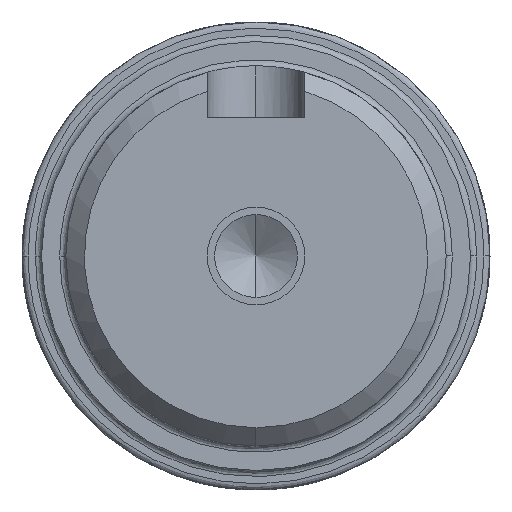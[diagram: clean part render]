
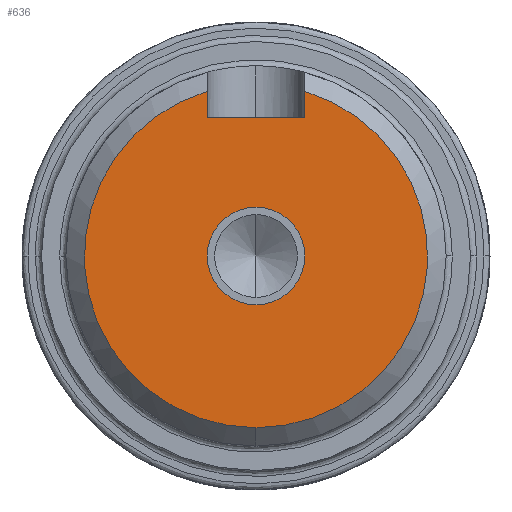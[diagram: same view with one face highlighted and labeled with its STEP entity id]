
A CAD part, left-side view. The second image highlights one B-rep face of the part: STEP entity #636.
In plain terms, the highlighted planar face has unit normal (-1, 0, 0).
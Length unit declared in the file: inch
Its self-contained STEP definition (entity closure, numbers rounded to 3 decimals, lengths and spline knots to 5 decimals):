
#11 = VERTEX_POINT ( 'NONE', #1692 ) ;
#38 = DIRECTION ( 'NONE',  ( 0., 0., -1. ) ) ;
#49 = ORIENTED_EDGE ( 'NONE', *, *, #1421, .F. ) ;
#107 = ORIENTED_EDGE ( 'NONE', *, *, #1455, .F. ) ;
#172 = DIRECTION ( 'NONE',  ( -1., 0., 0. ) ) ;
#192 = FACE_OUTER_BOUND ( 'NONE', #485, .T. ) ;
#236 = CIRCLE ( 'NONE', #871, 1.10059 ) ;
#273 = DIRECTION ( 'NONE',  ( 0., 1., 0. ) ) ;
#279 = DIRECTION ( 'NONE',  ( 1., 0., 0. ) ) ;
#284 = CARTESIAN_POINT ( 'NONE',  ( -18.27893, 0., 0. ) ) ;
#290 = PLANE ( 'NONE',  #1099 ) ;
#309 = CIRCLE ( 'NONE', #839, 0.3125 ) ;
#316 = CARTESIAN_POINT ( 'NONE',  ( -18.27893, 0.3125, 0.8876 ) ) ;
#317 = CARTESIAN_POINT ( 'NONE',  ( -18.27893, 0., -1.10059 ) ) ;
#341 = VERTEX_POINT ( 'NONE', #765 ) ;
#349 = CARTESIAN_POINT ( 'NONE',  ( -18.27893, 0., -0.3125 ) ) ;
#485 = EDGE_LOOP ( 'NONE', ( #1496, #760, #49, #1435, #1159 ) ) ;
#512 = VERTEX_POINT ( 'NONE', #317 ) ;
#549 = DIRECTION ( 'NONE',  ( -1., 0., 0. ) ) ;
#555 = VERTEX_POINT ( 'NONE', #316 ) ;
#568 = DIRECTION ( 'NONE',  ( 0., -1., 0. ) ) ;
#628 = VECTOR ( 'NONE', #38, 39.37008 ) ;
#636 = ADVANCED_FACE ( 'NONE', ( #192, #1607 ), #290, .F. ) ;
#651 = LINE ( 'NONE', #1832, #628 ) ;
#666 = DIRECTION ( 'NONE',  ( 1., 0., 0. ) ) ;
#668 = VECTOR ( 'NONE', #568, 39.37008 ) ;
#674 = CARTESIAN_POINT ( 'NONE',  ( -18.27893, 0.3125, 0.8876 ) ) ;
#688 = LINE ( 'NONE', #1567, #668 ) ;
#760 = ORIENTED_EDGE ( 'NONE', *, *, #938, .F. ) ;
#765 = CARTESIAN_POINT ( 'NONE',  ( -18.27893, -0.3125, 0.8876 ) ) ;
#839 = AXIS2_PLACEMENT_3D ( 'NONE', #1027, #172, #1204 ) ;
#847 = CIRCLE ( 'NONE', #862, 0.3125 ) ;
#862 = AXIS2_PLACEMENT_3D ( 'NONE', #1541, #549, #1672 ) ;
#871 = AXIS2_PLACEMENT_3D ( 'NONE', #1654, #666, #1788 ) ;
#932 = EDGE_CURVE ( 'NONE', #555, #1928, #1558, .T. ) ;
#938 = EDGE_CURVE ( 'NONE', #512, #1928, #1530, .T. ) ;
#1027 = CARTESIAN_POINT ( 'NONE',  ( -18.27893, 0., 0. ) ) ;
#1048 = AXIS2_PLACEMENT_3D ( 'NONE', #1439, #1425, #1429 ) ;
#1099 = AXIS2_PLACEMENT_3D ( 'NONE', #284, #279, #273 ) ;
#1117 = CARTESIAN_POINT ( 'NONE',  ( -18.27893, 0.3125, 1.05529 ) ) ;
#1159 = ORIENTED_EDGE ( 'NONE', *, *, #1508, .F. ) ;
#1204 = DIRECTION ( 'NONE',  ( 0., 0., 1. ) ) ;
#1421 = EDGE_CURVE ( 'NONE', #1777, #512, #236, .T. ) ;
#1425 = DIRECTION ( 'NONE',  ( 1., 0., 0. ) ) ;
#1429 = DIRECTION ( 'NONE',  ( 0., 0., -1. ) ) ;
#1435 = ORIENTED_EDGE ( 'NONE', *, *, #1525, .T. ) ;
#1439 = CARTESIAN_POINT ( 'NONE',  ( -18.27893, 0., 0. ) ) ;
#1455 = EDGE_CURVE ( 'NONE', #1831, #11, #847, .T. ) ;
#1457 = DIRECTION ( 'NONE',  ( 0., 0., 1. ) ) ;
#1493 = EDGE_CURVE ( 'NONE', #11, #1831, #309, .T. ) ;
#1496 = ORIENTED_EDGE ( 'NONE', *, *, #932, .T. ) ;
#1499 = VECTOR ( 'NONE', #1457, 39.37008 ) ;
#1508 = EDGE_CURVE ( 'NONE', #555, #341, #688, .T. ) ;
#1525 = EDGE_CURVE ( 'NONE', #1777, #341, #651, .T. ) ;
#1530 = CIRCLE ( 'NONE', #1048, 1.10059 ) ;
#1541 = CARTESIAN_POINT ( 'NONE',  ( -18.27893, 0., 0. ) ) ;
#1558 = LINE ( 'NONE', #674, #1499 ) ;
#1567 = CARTESIAN_POINT ( 'NONE',  ( -18.27893, 0., 0.8876 ) ) ;
#1607 = FACE_BOUND ( 'NONE', #1901, .T. ) ;
#1647 = ORIENTED_EDGE ( 'NONE', *, *, #1493, .F. ) ;
#1654 = CARTESIAN_POINT ( 'NONE',  ( -18.27893, 0., 0. ) ) ;
#1672 = DIRECTION ( 'NONE',  ( 0., 0., 1. ) ) ;
#1692 = CARTESIAN_POINT ( 'NONE',  ( -18.27893, 0., 0.3125 ) ) ;
#1727 = CARTESIAN_POINT ( 'NONE',  ( -18.27893, -0.3125, 1.05529 ) ) ;
#1777 = VERTEX_POINT ( 'NONE', #1727 ) ;
#1788 = DIRECTION ( 'NONE',  ( 0., 0., -1. ) ) ;
#1831 = VERTEX_POINT ( 'NONE', #349 ) ;
#1832 = CARTESIAN_POINT ( 'NONE',  ( -18.27893, -0.3125, 0.8876 ) ) ;
#1901 = EDGE_LOOP ( 'NONE', ( #1647, #107 ) ) ;
#1928 = VERTEX_POINT ( 'NONE', #1117 ) ;
